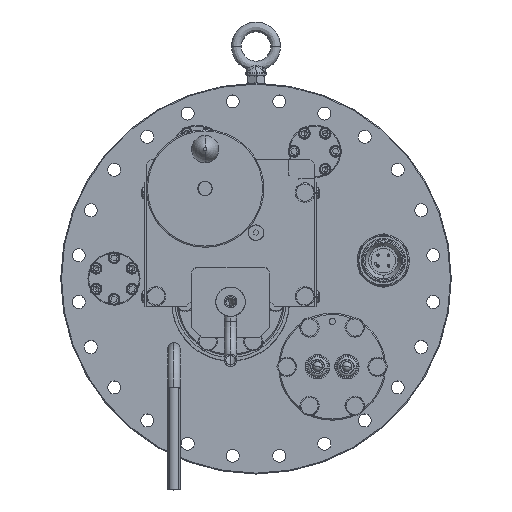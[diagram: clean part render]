
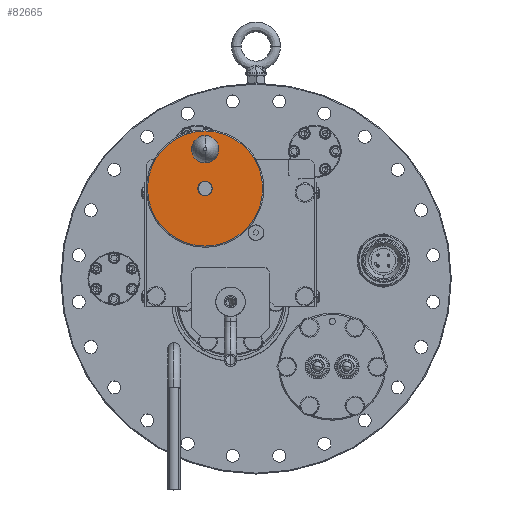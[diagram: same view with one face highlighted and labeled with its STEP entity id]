
A CAD part, top view. The second image highlights one B-rep face of the part: STEP entity #82665.
In plain terms, the highlighted planar face has unit normal (0, 0, 1).
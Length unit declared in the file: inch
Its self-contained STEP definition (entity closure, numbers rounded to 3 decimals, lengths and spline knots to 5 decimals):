
#277 = CIRCLE ( 'NONE', #132665, 0.188 ) ;
#4785 = CARTESIAN_POINT ( 'NONE',  ( -3.34301, 8.51312, 18.61601 ) ) ;
#8005 = CARTESIAN_POINT ( 'NONE',  ( -3.34301, 9.01312, 18.61601 ) ) ;
#8904 = CARTESIAN_POINT ( 'NONE',  ( -3.15501, 7.76312, 18.61601 ) ) ;
#8947 = VERTEX_POINT ( 'NONE', #17009 ) ;
#11478 = FACE_BOUND ( 'NONE', #52453, .T. ) ;
#14568 = CARTESIAN_POINT ( 'NONE',  ( -3.34301, 8.76312, 18.61601 ) ) ;
#16219 = DIRECTION ( 'NONE',  ( 0., 0., -1. ) ) ;
#17009 = CARTESIAN_POINT ( 'NONE',  ( -3.53101, 7.76312, 18.61601 ) ) ;
#20681 = VERTEX_POINT ( 'NONE', #21992 ) ;
#21992 = CARTESIAN_POINT ( 'NONE',  ( -4.81176, 7.76312, 18.61601 ) ) ;
#22146 = EDGE_LOOP ( 'NONE', ( #144760, #145587 ) ) ;
#22988 = CARTESIAN_POINT ( 'NONE',  ( -3.34301, 7.76312, 18.61601 ) ) ;
#25654 = EDGE_CURVE ( 'NONE', #69417, #114126, #49710, .T. ) ;
#25959 = DIRECTION ( 'NONE',  ( 1., 0., 0. ) ) ;
#26586 = VERTEX_POINT ( 'NONE', #115045 ) ;
#34435 = DIRECTION ( 'NONE',  ( -1., 0., 0. ) ) ;
#34937 = ORIENTED_EDGE ( 'NONE', *, *, #116983, .T. ) ;
#39653 = DIRECTION ( 'NONE',  ( 0., 0., 1. ) ) ;
#41613 = DIRECTION ( 'NONE',  ( 0., 0., 1. ) ) ;
#41713 = FACE_BOUND ( 'NONE', #67941, .T. ) ;
#44879 = DIRECTION ( 'NONE',  ( 0., 0., 1. ) ) ;
#47655 = EDGE_CURVE ( 'NONE', #114126, #69417, #85191, .T. ) ;
#49710 = CIRCLE ( 'NONE', #129384, 0.25 ) ;
#51647 = CARTESIAN_POINT ( 'NONE',  ( -3.34301, 7.76312, 18.61601 ) ) ;
#52453 = EDGE_LOOP ( 'NONE', ( #125545, #34937 ) ) ;
#60630 = CIRCLE ( 'NONE', #121579, 0.188 ) ;
#62679 = PLANE ( 'NONE',  #98315 ) ;
#63170 = DIRECTION ( 'NONE',  ( -1., 0., 0. ) ) ;
#67941 = EDGE_LOOP ( 'NONE', ( #71417, #101697 ) ) ;
#69417 = VERTEX_POINT ( 'NONE', #8005 ) ;
#71417 = ORIENTED_EDGE ( 'NONE', *, *, #25654, .F. ) ;
#72752 = AXIS2_PLACEMENT_3D ( 'NONE', #112880, #44879, #124356 ) ;
#78074 = CIRCLE ( 'NONE', #128931, 1.46875 ) ;
#82665 = ADVANCED_FACE ( 'NONE', ( #11478, #98642, #41713 ), #62679, .F. ) ;
#84370 = CARTESIAN_POINT ( 'NONE',  ( -3.34301, 7.76312, 18.61601 ) ) ;
#85191 = CIRCLE ( 'NONE', #144541, 0.25 ) ;
#85410 = CIRCLE ( 'NONE', #72752, 1.46875 ) ;
#93489 = VERTEX_POINT ( 'NONE', #8904 ) ;
#94145 = DIRECTION ( 'NONE',  ( 0., 0., 1. ) ) ;
#95803 = DIRECTION ( 'NONE',  ( -1., 0., 0. ) ) ;
#98315 = AXIS2_PLACEMENT_3D ( 'NONE', #51647, #130995, #63170 ) ;
#98642 = FACE_OUTER_BOUND ( 'NONE', #22146, .T. ) ;
#100531 = EDGE_CURVE ( 'NONE', #8947, #93489, #277, .T. ) ;
#101697 = ORIENTED_EDGE ( 'NONE', *, *, #47655, .F. ) ;
#102582 = DIRECTION ( 'NONE',  ( 0., 0., -1. ) ) ;
#107758 = CARTESIAN_POINT ( 'NONE',  ( -3.34301, 7.76312, 18.61601 ) ) ;
#109413 = EDGE_CURVE ( 'NONE', #26586, #20681, #78074, .T. ) ;
#109694 = CARTESIAN_POINT ( 'NONE',  ( -3.34301, 8.76312, 18.61601 ) ) ;
#112880 = CARTESIAN_POINT ( 'NONE',  ( -3.34301, 7.76312, 18.61601 ) ) ;
#114126 = VERTEX_POINT ( 'NONE', #4785 ) ;
#115045 = CARTESIAN_POINT ( 'NONE',  ( -1.87426, 7.76312, 18.61601 ) ) ;
#116983 = EDGE_CURVE ( 'NONE', #93489, #8947, #60630, .T. ) ;
#119146 = DIRECTION ( 'NONE',  ( -1., 0., 0. ) ) ;
#121096 = DIRECTION ( 'NONE',  ( 1., 0., 0. ) ) ;
#121579 = AXIS2_PLACEMENT_3D ( 'NONE', #84370, #16219, #95803 ) ;
#124356 = DIRECTION ( 'NONE',  ( -1., 0., 0. ) ) ;
#125545 = ORIENTED_EDGE ( 'NONE', *, *, #100531, .T. ) ;
#128931 = AXIS2_PLACEMENT_3D ( 'NONE', #107758, #39653, #119146 ) ;
#129384 = AXIS2_PLACEMENT_3D ( 'NONE', #14568, #94145, #25959 ) ;
#130995 = DIRECTION ( 'NONE',  ( 0., 0., -1. ) ) ;
#132665 = AXIS2_PLACEMENT_3D ( 'NONE', #22988, #102582, #34435 ) ;
#141031 = EDGE_CURVE ( 'NONE', #20681, #26586, #85410, .T. ) ;
#144541 = AXIS2_PLACEMENT_3D ( 'NONE', #109694, #41613, #121096 ) ;
#144760 = ORIENTED_EDGE ( 'NONE', *, *, #141031, .T. ) ;
#145587 = ORIENTED_EDGE ( 'NONE', *, *, #109413, .T. ) ;
